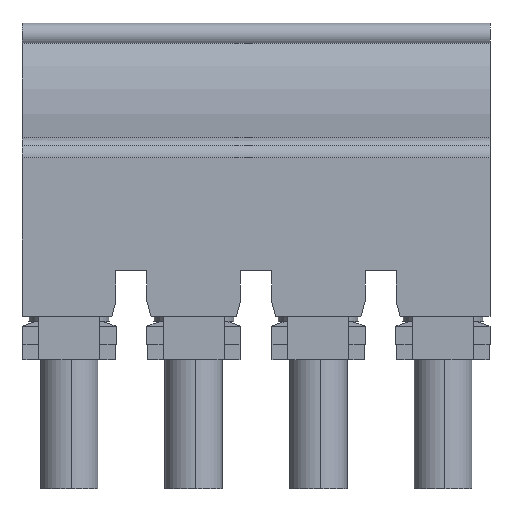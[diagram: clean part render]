
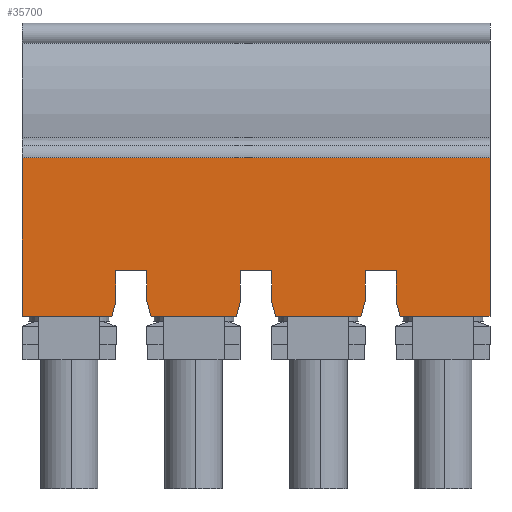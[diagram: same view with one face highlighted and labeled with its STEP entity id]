
A CAD part, front view. The second image highlights one B-rep face of the part: STEP entity #35700.
In plain terms, the highlighted face is planar.
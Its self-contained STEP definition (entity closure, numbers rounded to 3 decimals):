
#23640=CARTESIAN_POINT('',(-1.,2.848,-0.95));
#23650=DIRECTION('',(0.,0.,1.));
#23660=VECTOR('',#23650,1.);
#23670=LINE('',#23640,#23660);
#23680=CARTESIAN_POINT('',(-1.,2.848,8.443));
#23690=VERTEX_POINT('',#23680);
#23700=CARTESIAN_POINT('',(-1.,2.848,14.35));
#23710=VERTEX_POINT('',#23700);
#23720=EDGE_CURVE('',#23690,#23710,#23670,.T.);
#26830=CARTESIAN_POINT('',(-1.,2.856,14.35));
#26840=DIRECTION('',(0.,-1.,0.));
#26850=VECTOR('',#26840,1.);
#26860=LINE('',#26830,#26850);
#26870=CARTESIAN_POINT('',(-1.,13.303,14.35));
#26880=VERTEX_POINT('',#26870);
#26890=EDGE_CURVE('',#26880,#23710,#26860,.T.);
#32820=CARTESIAN_POINT('',(-1.,2.856,-2.075));
#32830=DIRECTION('',(0.,-1.,0.));
#32840=VECTOR('',#32830,1.);
#32850=LINE('',#32820,#32840);
#32860=CARTESIAN_POINT('',(-1.,5.848,-2.075));
#32870=VERTEX_POINT('',#32860);
#32880=CARTESIAN_POINT('',(-1.,3.848,-2.075));
#32890=VERTEX_POINT('',#32880);
#32900=EDGE_CURVE('',#32870,#32890,#32850,.T.);
#33200=CARTESIAN_POINT('',(-1.,5.848,-0.95));
#33210=DIRECTION('',(0.,0.,-1.));
#33220=VECTOR('',#33210,1.);
#33230=LINE('',#33200,#33220);
#33240=CARTESIAN_POINT('',(-1.,5.848,-0.025));
#33250=VERTEX_POINT('',#33240);
#33260=EDGE_CURVE('',#33250,#32870,#33230,.T.);
#33510=CARTESIAN_POINT('',(-1.,2.856,-0.025));
#33520=DIRECTION('',(0.,1.,0.));
#33530=VECTOR('',#33520,1.);
#33540=LINE('',#33510,#33530);
#33550=CARTESIAN_POINT('',(-1.,3.848,-0.025));
#33560=VERTEX_POINT('',#33550);
#33570=EDGE_CURVE('',#33560,#33250,#33540,.T.);
#33820=CARTESIAN_POINT('',(-1.,2.856,0.241));
#33830=DIRECTION('',(0.,-0.966,0.259));
#33840=VECTOR('',#33830,1.);
#33850=LINE('',#33820,#33840);
#33860=CARTESIAN_POINT('',(-1.,2.848,0.243));
#33870=VERTEX_POINT('',#33860);
#33880=EDGE_CURVE('',#33560,#33870,#33850,.T.);
#34080=CARTESIAN_POINT('',(-1.,2.848,-0.95));
#34090=DIRECTION('',(0.,0.,1.));
#34100=VECTOR('',#34090,1.);
#34110=LINE('',#34080,#34100);
#34120=CARTESIAN_POINT('',(-1.,2.848,5.857));
#34130=VERTEX_POINT('',#34120);
#34140=EDGE_CURVE('',#33870,#34130,#34110,.T.);
#34400=CARTESIAN_POINT('',(-1.,5.848,-0.95));
#34410=DIRECTION('',(-1.,0.,0.));
#34420=DIRECTION('',(0.,1.,0.));
#34430=AXIS2_PLACEMENT_3D('',#34400,#34410,#34420);
#34440=PLANE('',#34430);
#34450=ORIENTED_EDGE('',*,*,#23720,.T.);
#34460=CARTESIAN_POINT('',(-1.,2.856,8.441));
#34470=DIRECTION('',(0.,0.966,-0.259));
#34480=VECTOR('',#34470,1.);
#34490=LINE('',#34460,#34480);
#34500=CARTESIAN_POINT('',(-1.,3.848,8.175));
#34510=VERTEX_POINT('',#34500);
#34520=EDGE_CURVE('',#23690,#34510,#34490,.T.);
#34530=ORIENTED_EDGE('',*,*,#34520,.F.);
#34540=CARTESIAN_POINT('',(-1.,2.856,8.175));
#34550=DIRECTION('',(0.,1.,0.));
#34560=VECTOR('',#34550,1.);
#34570=LINE('',#34540,#34560);
#34580=CARTESIAN_POINT('',(-1.,5.848,8.175));
#34590=VERTEX_POINT('',#34580);
#34600=EDGE_CURVE('',#34510,#34590,#34570,.T.);
#34610=ORIENTED_EDGE('',*,*,#34600,.F.);
#34620=CARTESIAN_POINT('',(-1.,5.848,-0.95));
#34630=DIRECTION('',(0.,0.,-1.));
#34640=VECTOR('',#34630,1.);
#34650=LINE('',#34620,#34640);
#34660=CARTESIAN_POINT('',(-1.,5.848,6.125));
#34670=VERTEX_POINT('',#34660);
#34680=EDGE_CURVE('',#34590,#34670,#34650,.T.);
#34690=ORIENTED_EDGE('',*,*,#34680,.F.);
#34700=CARTESIAN_POINT('',(-1.,2.856,6.125));
#34710=DIRECTION('',(0.,-1.,0.));
#34720=VECTOR('',#34710,1.);
#34730=LINE('',#34700,#34720);
#34740=CARTESIAN_POINT('',(-1.,3.848,6.125));
#34750=VERTEX_POINT('',#34740);
#34760=EDGE_CURVE('',#34670,#34750,#34730,.T.);
#34770=ORIENTED_EDGE('',*,*,#34760,.F.);
#34780=CARTESIAN_POINT('',(-1.,2.856,5.859));
#34790=DIRECTION('',(0.,-0.966,-0.259));
#34800=VECTOR('',#34790,1.);
#34810=LINE('',#34780,#34800);
#34820=EDGE_CURVE('',#34750,#34130,#34810,.T.);
#34830=ORIENTED_EDGE('',*,*,#34820,.F.);
#34840=ORIENTED_EDGE('',*,*,#34140,.T.);
#34850=ORIENTED_EDGE('',*,*,#33880,.T.);
#34860=ORIENTED_EDGE('',*,*,#33570,.F.);
#34870=ORIENTED_EDGE('',*,*,#33260,.F.);
#34880=ORIENTED_EDGE('',*,*,#32900,.F.);
#34890=CARTESIAN_POINT('',(-1.,2.856,-2.341));
#34900=DIRECTION('',(0.,-0.966,-0.259));
#34910=VECTOR('',#34900,1.);
#34920=LINE('',#34890,#34910);
#34930=CARTESIAN_POINT('',(-1.,2.848,-2.343));
#34940=VERTEX_POINT('',#34930);
#34950=EDGE_CURVE('',#32890,#34940,#34920,.T.);
#34960=ORIENTED_EDGE('',*,*,#34950,.F.);
#34970=CARTESIAN_POINT('',(-1.,2.848,-0.95));
#34980=DIRECTION('',(0.,0.,-1.));
#34990=VECTOR('',#34980,1.);
#35000=LINE('',#34970,#34990);
#35010=CARTESIAN_POINT('',(-1.,2.848,-7.957));
#35020=VERTEX_POINT('',#35010);
#35030=EDGE_CURVE('',#34940,#35020,#35000,.T.);
#35040=ORIENTED_EDGE('',*,*,#35030,.F.);
#35050=CARTESIAN_POINT('',(-1.,2.856,-7.959));
#35060=DIRECTION('',(0.,-0.966,0.259));
#35070=VECTOR('',#35060,1.);
#35080=LINE('',#35050,#35070);
#35090=CARTESIAN_POINT('',(-1.,3.848,-8.225));
#35100=VERTEX_POINT('',#35090);
#35110=EDGE_CURVE('',#35100,#35020,#35080,.T.);
#35120=ORIENTED_EDGE('',*,*,#35110,.T.);
#35130=CARTESIAN_POINT('',(-1.,2.856,-8.225));
#35140=DIRECTION('',(0.,1.,0.));
#35150=VECTOR('',#35140,1.);
#35160=LINE('',#35130,#35150);
#35170=CARTESIAN_POINT('',(-1.,5.848,-8.225));
#35180=VERTEX_POINT('',#35170);
#35190=EDGE_CURVE('',#35100,#35180,#35160,.T.);
#35200=ORIENTED_EDGE('',*,*,#35190,.F.);
#35210=CARTESIAN_POINT('',(-1.,5.848,-0.95));
#35220=DIRECTION('',(0.,0.,-1.));
#35230=VECTOR('',#35220,1.);
#35240=LINE('',#35210,#35230);
#35250=CARTESIAN_POINT('',(-1.,5.848,-10.275));
#35260=VERTEX_POINT('',#35250);
#35270=EDGE_CURVE('',#35180,#35260,#35240,.T.);
#35280=ORIENTED_EDGE('',*,*,#35270,.F.);
#35290=CARTESIAN_POINT('',(-1.,2.856,-10.275));
#35300=DIRECTION('',(0.,-1.,0.));
#35310=VECTOR('',#35300,1.);
#35320=LINE('',#35290,#35310);
#35330=CARTESIAN_POINT('',(-1.,3.848,-10.275));
#35340=VERTEX_POINT('',#35330);
#35350=EDGE_CURVE('',#35260,#35340,#35320,.T.);
#35360=ORIENTED_EDGE('',*,*,#35350,.F.);
#35370=CARTESIAN_POINT('',(-1.,2.856,-10.541));
#35380=DIRECTION('',(0.,-0.966,-0.259));
#35390=VECTOR('',#35380,1.);
#35400=LINE('',#35370,#35390);
#35410=CARTESIAN_POINT('',(-1.,2.848,-10.543));
#35420=VERTEX_POINT('',#35410);
#35430=EDGE_CURVE('',#35340,#35420,#35400,.T.);
#35440=ORIENTED_EDGE('',*,*,#35430,.F.);
#35450=CARTESIAN_POINT('',(-1.,2.848,-0.95));
#35460=DIRECTION('',(0.,0.,1.));
#35470=VECTOR('',#35460,1.);
#35480=LINE('',#35450,#35470);
#35490=CARTESIAN_POINT('',(-1.,2.848,-16.45));
#35500=VERTEX_POINT('',#35490);
#35510=EDGE_CURVE('',#35500,#35420,#35480,.T.);
#35520=ORIENTED_EDGE('',*,*,#35510,.T.);
#35530=CARTESIAN_POINT('',(-1.,2.856,-16.45));
#35540=DIRECTION('',(0.,-1.,0.));
#35550=VECTOR('',#35540,1.);
#35560=LINE('',#35530,#35550);
#35570=CARTESIAN_POINT('',(-1.,13.303,-16.45));
#35580=VERTEX_POINT('',#35570);
#35590=EDGE_CURVE('',#35580,#35500,#35560,.T.);
#35600=ORIENTED_EDGE('',*,*,#35590,.T.);
#35610=CARTESIAN_POINT('',(-1.,13.303,-0.95));
#35620=DIRECTION('',(0.,0.,1.));
#35630=VECTOR('',#35620,1.);
#35640=LINE('',#35610,#35630);
#35650=EDGE_CURVE('',#35580,#26880,#35640,.T.);
#35660=ORIENTED_EDGE('',*,*,#35650,.F.);
#35670=ORIENTED_EDGE('',*,*,#26890,.F.);
#35680=EDGE_LOOP('',(#35670,#35660,#35600,#35520,#35440,#35360,#35280,
#35200,#35120,#35040,#34960,#34880,#34870,#34860,#34850,#34840,#34830,
#34770,#34690,#34610,#34530,#34450));
#35690=FACE_OUTER_BOUND('',#35680,.T.);
#35700=ADVANCED_FACE('',(#35690),#34440,.T.);
